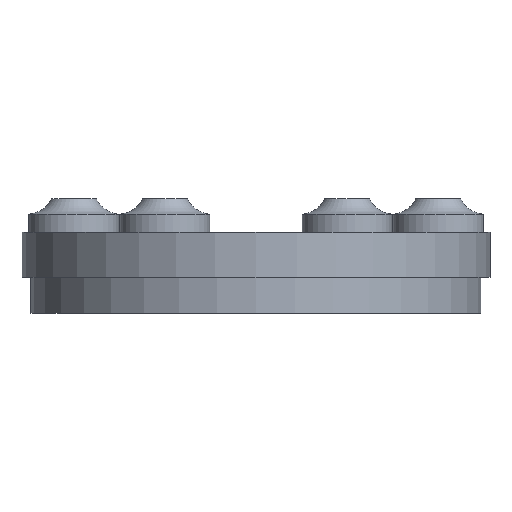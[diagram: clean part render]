
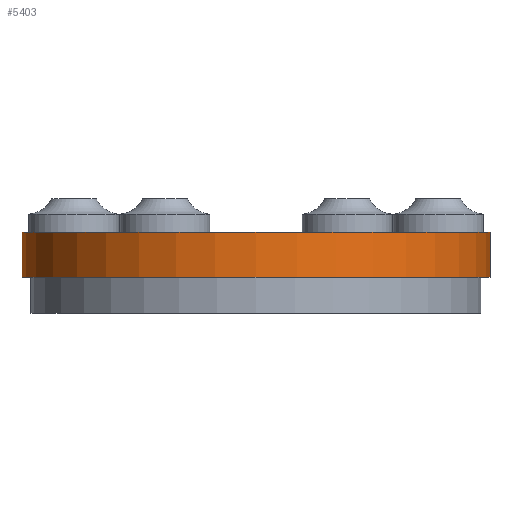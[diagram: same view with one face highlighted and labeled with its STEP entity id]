
A CAD part, front view. The second image highlights one B-rep face of the part: STEP entity #5403.
In plain terms, the highlighted cylindrical face has radius 26 mm (diameter 52 mm), a full revolution.
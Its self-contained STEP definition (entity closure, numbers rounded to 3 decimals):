
#877=FACE_OUTER_BOUND('',#1248,.T.);
#1248=EDGE_LOOP('',(#5015,#5016,#5017,#5018));
#1654=LINE('',#12854,#2057);
#2057=VECTOR('',#6803,26.);
#2185=CIRCLE('',#5714,26.);
#2190=CIRCLE('',#5728,26.);
#2702=VERTEX_POINT('',#12820);
#2707=VERTEX_POINT('',#12842);
#3468=EDGE_CURVE('',#2702,#2702,#2185,.T.);
#3476=EDGE_CURVE('',#2707,#2707,#2190,.T.);
#3479=EDGE_CURVE('',#2702,#2707,#1654,.T.);
#5015=ORIENTED_EDGE('',*,*,#3468,.F.);
#5016=ORIENTED_EDGE('',*,*,#3479,.T.);
#5017=ORIENTED_EDGE('',*,*,#3476,.T.);
#5018=ORIENTED_EDGE('',*,*,#3479,.F.);
#5090=CYLINDRICAL_SURFACE('',#5736,26.);
#5403=ADVANCED_FACE('',(#877),#5090,.T.);
#5714=AXIS2_PLACEMENT_3D('',#12821,#6753,#6754);
#5728=AXIS2_PLACEMENT_3D('',#12843,#6784,#6785);
#5736=AXIS2_PLACEMENT_3D('',#12853,#6801,#6802);
#6753=DIRECTION('center_axis',(0.,0.,-1.));
#6754=DIRECTION('ref_axis',(1.,0.,0.));
#6784=DIRECTION('center_axis',(0.,0.,-1.));
#6785=DIRECTION('ref_axis',(1.,0.,0.));
#6801=DIRECTION('center_axis',(0.,0.,-1.));
#6802=DIRECTION('ref_axis',(1.,0.,0.));
#6803=DIRECTION('',(0.,0.,1.));
#12820=CARTESIAN_POINT('',(-26.,0.,-7.));
#12821=CARTESIAN_POINT('Origin',(0.,0.,-7.));
#12842=CARTESIAN_POINT('',(-26.,0.,-2.));
#12843=CARTESIAN_POINT('Origin',(0.,0.,-2.));
#12853=CARTESIAN_POINT('Origin',(0.,0.,-2.));
#12854=CARTESIAN_POINT('',(-26.,0.,-2.));
